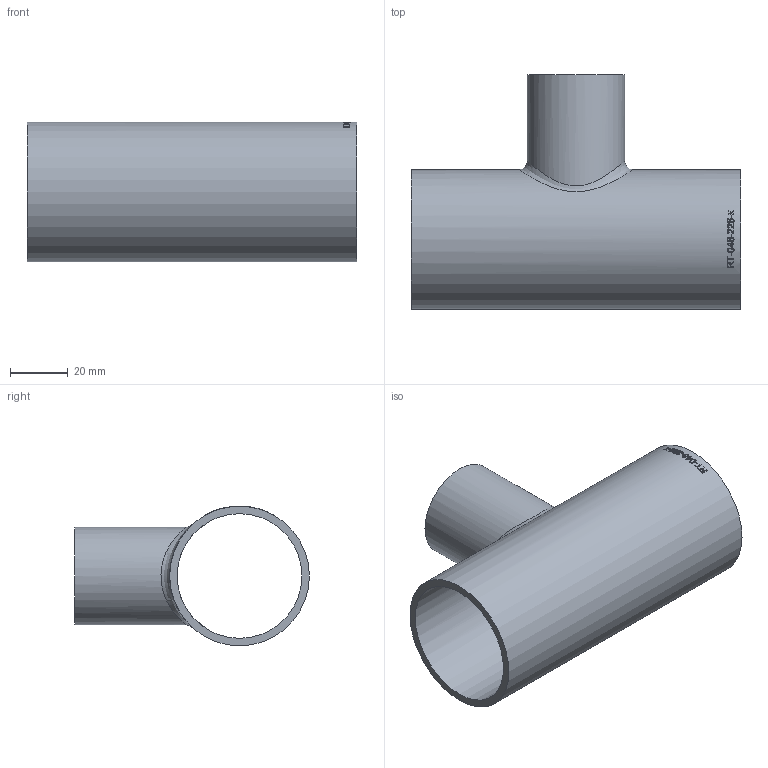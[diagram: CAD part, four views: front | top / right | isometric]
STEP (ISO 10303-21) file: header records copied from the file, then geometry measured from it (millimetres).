
FILE_DESCRIPTION (( 'STEP AP214' ), '1' );
FILE_NAME ('RT-048-226-x T-Stück Ø48,3x2,6-Ø33,7x2,3 BL114 1910.STEP', '2019-10-23T07:11:06', ( '' ), ( '' ), 'SwSTEP 2.0', 'SolidWorks 2016', '' );
FILE_SCHEMA (( 'AUTOMOTIVE_DESIGN' ));
Length unit declared in the file: millimetre
Products named in the file (1): RT-048-226-x T-Stück Ø48,3x2,6-Ø33,7x2,3 BL114 1910
Bounding box: 114 x 81.15 x 48.3 mm (x, y, z)
Volume: 48834.5 mm3; surface area: 39239.9 mm2
Topology: 1 solids, 1 shells, 163 faces, 427 edges, 284 vertices
Faces by surface type: bspline 87, plane 54, cylinder 22
Full cylindrical faces by diameter (mm): 29.1 x1, 33.7 x1, 43.1 x1, 48.3 x1
Entity records: 16616 total; most frequent: CARTESIAN_POINT 11695, ORIENTED_EDGE 836, EDGE_CURVE 418, DIRECTION 368, VERTEX_POINT 282, B_SPLINE_CURVE_WITH_KNOTS 270, EDGE_LOOP 192, FACE_OUTER_BOUND 169
